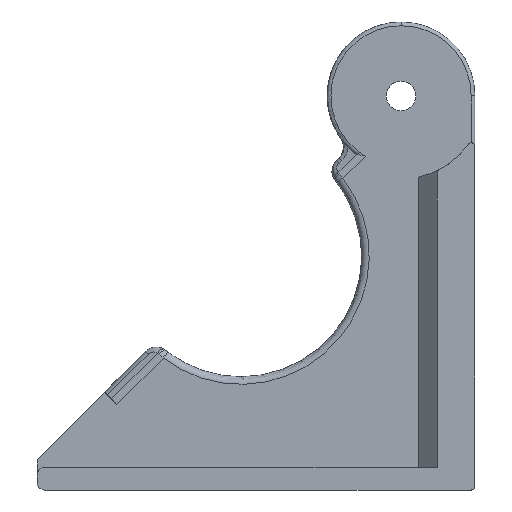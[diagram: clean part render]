
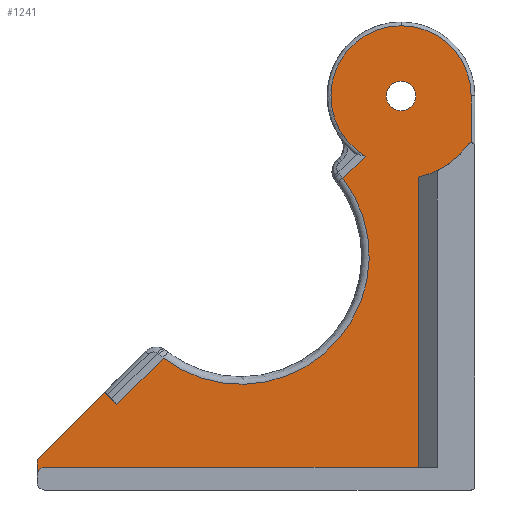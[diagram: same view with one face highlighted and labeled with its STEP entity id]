
A CAD part, front view. The second image highlights one B-rep face of the part: STEP entity #1241.
In plain terms, the highlighted planar face has unit normal (0, -1, 0).
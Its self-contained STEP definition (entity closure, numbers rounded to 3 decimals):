
#12 = LINE ( 'NONE', #747, #206 ) ;
#30 = CIRCLE ( 'NONE', #459, 1.95 ) ;
#41 = CARTESIAN_POINT ( 'NONE',  ( -18.031, 16., -18.031 ) ) ;
#54 = EDGE_CURVE ( 'NONE', #1991, #382, #1803, .T. ) ;
#63 = CARTESIAN_POINT ( 'NONE',  ( -26.707, 16., -26.707 ) ) ;
#65 = ORIENTED_EDGE ( 'NONE', *, *, #427, .T. ) ;
#80 = PLANE ( 'NONE',  #1561 ) ;
#88 = ORIENTED_EDGE ( 'NONE', *, *, #632, .T. ) ;
#89 = DIRECTION ( 'NONE',  ( 0., 0., 1. ) ) ;
#128 = LINE ( 'NONE', #140, #1698 ) ;
#140 = CARTESIAN_POINT ( 'NONE',  ( 23.5, 16., 15. ) ) ;
#148 = DIRECTION ( 'NONE',  ( -1., 0., 0. ) ) ;
#161 = DIRECTION ( 'NONE',  ( 0., 1., 0. ) ) ;
#166 = DIRECTION ( 'NONE',  ( 0., 0., 1. ) ) ;
#194 = DIRECTION ( 'NONE',  ( -0.707, 0., 0.707 ) ) ;
#206 = VECTOR ( 'NONE', #148, 1000. ) ;
#281 = ORIENTED_EDGE ( 'NONE', *, *, #1878, .T. ) ;
#290 = DIRECTION ( 'NONE',  ( 0., 1., 0. ) ) ;
#291 = EDGE_CURVE ( 'NONE', #698, #424, #675, .T. ) ;
#296 = VERTEX_POINT ( 'NONE', #1718 ) ;
#305 = DIRECTION ( 'NONE',  ( 0., 1., 0. ) ) ;
#307 = DIRECTION ( 'NONE',  ( 0., -1., 0. ) ) ;
#310 = AXIS2_PLACEMENT_3D ( 'NONE', #1125, #161, #782 ) ;
#318 = ORIENTED_EDGE ( 'NONE', *, *, #1892, .F. ) ;
#377 = CIRCLE ( 'NONE', #735, 11. ) ;
#382 = VERTEX_POINT ( 'NONE', #63 ) ;
#424 = VERTEX_POINT ( 'NONE', #1518 ) ;
#425 = EDGE_CURVE ( 'NONE', #382, #455, #1572, .T. ) ;
#427 = EDGE_CURVE ( 'NONE', #965, #698, #1154, .T. ) ;
#443 = DIRECTION ( 'NONE',  ( 0., 0., 1. ) ) ;
#455 = VERTEX_POINT ( 'NONE', #1079 ) ;
#459 = AXIS2_PLACEMENT_3D ( 'NONE', #1685, #305, #443 ) ;
#461 = CARTESIAN_POINT ( 'NONE',  ( 0., 16., 0. ) ) ;
#463 = EDGE_LOOP ( 'NONE', ( #883, #65, #1564, #1776, #844, #988, #614, #88, #318, #281, #681, #1980, #1849, #1099, #1313 ) ) ;
#466 = DIRECTION ( 'NONE',  ( 0., -1., 0. ) ) ;
#467 = ORIENTED_EDGE ( 'NONE', *, *, #1369, .T. ) ;
#493 = CARTESIAN_POINT ( 'NONE',  ( 30.5, 16., 21.213 ) ) ;
#529 = DIRECTION ( 'NONE',  ( 0., -1., 0. ) ) ;
#561 = CIRCLE ( 'NONE', #1845, 9.287 ) ;
#582 = DIRECTION ( 'NONE',  ( 0., 0., 1. ) ) ;
#597 = VECTOR ( 'NONE', #1029, 1000. ) ;
#614 = ORIENTED_EDGE ( 'NONE', *, *, #1642, .F. ) ;
#625 = LINE ( 'NONE', #1237, #1989 ) ;
#632 = EDGE_CURVE ( 'NONE', #296, #1078, #928, .T. ) ;
#674 = LINE ( 'NONE', #1295, #1105 ) ;
#675 = LINE ( 'NONE', #1730, #1913 ) ;
#681 = ORIENTED_EDGE ( 'NONE', *, *, #712, .T. ) ;
#687 = VECTOR ( 'NONE', #1003, 1000. ) ;
#695 = LINE ( 'NONE', #1759, #1562 ) ;
#698 = VERTEX_POINT ( 'NONE', #1452 ) ;
#700 = AXIS2_PLACEMENT_3D ( 'NONE', #461, #1527, #582 ) ;
#702 = CARTESIAN_POINT ( 'NONE',  ( 21.213, 16., 21.213 ) ) ;
#712 = EDGE_CURVE ( 'NONE', #1294, #1358, #377, .T. ) ;
#735 = AXIS2_PLACEMENT_3D ( 'NONE', #1918, #529, #1148 ) ;
#747 = CARTESIAN_POINT ( 'NONE',  ( 21.213, 16., -28. ) ) ;
#760 = CARTESIAN_POINT ( 'NONE',  ( 21.213, 16., 21.213 ) ) ;
#761 = CARTESIAN_POINT ( 'NONE',  ( 23.5, 16., 10.454 ) ) ;
#779 = CARTESIAN_POINT ( 'NONE',  ( 30.144, 16., 14.792 ) ) ;
#782 = DIRECTION ( 'NONE',  ( 0., 0., 1. ) ) ;
#819 = CARTESIAN_POINT ( 'NONE',  ( 21.213, 16., 19.263 ) ) ;
#844 = ORIENTED_EDGE ( 'NONE', *, *, #54, .T. ) ;
#883 = ORIENTED_EDGE ( 'NONE', *, *, #1640, .T. ) ;
#888 = VERTEX_POINT ( 'NONE', #1035 ) ;
#900 = DIRECTION ( 'NONE',  ( 0., 0., 1. ) ) ;
#909 = DIRECTION ( 'NONE',  ( 0., 0., 1. ) ) ;
#928 = CIRCLE ( 'NONE', #310, 1. ) ;
#935 = CARTESIAN_POINT ( 'NONE',  ( 21.213, 16., 21.213 ) ) ;
#945 = AXIS2_PLACEMENT_3D ( 'NONE', #935, #466, #1077 ) ;
#950 = CARTESIAN_POINT ( 'NONE',  ( 13.517, 16., 10.31 ) ) ;
#965 = VERTEX_POINT ( 'NONE', #950 ) ;
#969 = EDGE_CURVE ( 'NONE', #1358, #1656, #1546, .T. ) ;
#988 = ORIENTED_EDGE ( 'NONE', *, *, #425, .T. ) ;
#991 = LINE ( 'NONE', #1769, #687 ) ;
#1003 = DIRECTION ( 'NONE',  ( 0., 0., 1. ) ) ;
#1006 = DIRECTION ( 'NONE',  ( 0., -1., 0. ) ) ;
#1028 = VERTEX_POINT ( 'NONE', #1243 ) ;
#1029 = DIRECTION ( 'NONE',  ( -0.707, 0., -0.707 ) ) ;
#1030 = CARTESIAN_POINT ( 'NONE',  ( 30.5, 16., 14.997 ) ) ;
#1035 = CARTESIAN_POINT ( 'NONE',  ( 16.449, 16., 13.242 ) ) ;
#1040 = DIRECTION ( 'NONE',  ( 0., 0., 1. ) ) ;
#1077 = DIRECTION ( 'NONE',  ( 0., 0., 1. ) ) ;
#1078 = VERTEX_POINT ( 'NONE', #1595 ) ;
#1079 = CARTESIAN_POINT ( 'NONE',  ( -27., 16., -27.414 ) ) ;
#1083 = AXIS2_PLACEMENT_3D ( 'NONE', #760, #1084, #1693 ) ;
#1084 = DIRECTION ( 'NONE',  ( 0., 1., 0. ) ) ;
#1099 = ORIENTED_EDGE ( 'NONE', *, *, #1723, .T. ) ;
#1105 = VECTOR ( 'NONE', #194, 1000. ) ;
#1112 = CIRCLE ( 'NONE', #1083, 1.95 ) ;
#1125 = CARTESIAN_POINT ( 'NONE',  ( -26., 16., -29. ) ) ;
#1148 = DIRECTION ( 'NONE',  ( 0., 0., -1. ) ) ;
#1153 = DIRECTION ( 'NONE',  ( -0.707, 0., -0.707 ) ) ;
#1154 = CIRCLE ( 'NONE', #700, 17. ) ;
#1237 = CARTESIAN_POINT ( 'NONE',  ( 30.5, 16., 21.213 ) ) ;
#1240 = ORIENTED_EDGE ( 'NONE', *, *, #1868, .T. ) ;
#1241 = ADVANCED_FACE ( 'NONE', ( #1813, #1472 ), #80, .F. ) ;
#1243 = CARTESIAN_POINT ( 'NONE',  ( 21.213, 16., 30.5 ) ) ;
#1250 = EDGE_LOOP ( 'NONE', ( #1240, #467 ) ) ;
#1294 = VERTEX_POINT ( 'NONE', #761 ) ;
#1295 = CARTESIAN_POINT ( 'NONE',  ( -18.031, 16., -18.031 ) ) ;
#1313 = ORIENTED_EDGE ( 'NONE', *, *, #1365, .T. ) ;
#1323 = DIRECTION ( 'NONE',  ( 0., 1., 0. ) ) ;
#1358 = VERTEX_POINT ( 'NONE', #779 ) ;
#1365 = EDGE_CURVE ( 'NONE', #1028, #888, #1815, .T. ) ;
#1369 = EDGE_CURVE ( 'NONE', #1909, #1455, #30, .T. ) ;
#1410 = AXIS2_PLACEMENT_3D ( 'NONE', #1824, #307, #900 ) ;
#1452 = CARTESIAN_POINT ( 'NONE',  ( -10.31, 16., -13.517 ) ) ;
#1455 = VERTEX_POINT ( 'NONE', #819 ) ;
#1472 = FACE_OUTER_BOUND ( 'NONE', #463, .T. ) ;
#1483 = CARTESIAN_POINT ( 'NONE',  ( 23.5, 16., -28. ) ) ;
#1511 = CARTESIAN_POINT ( 'NONE',  ( 21.213, 16., 21.213 ) ) ;
#1518 = CARTESIAN_POINT ( 'NONE',  ( -16.428, 16., -19.635 ) ) ;
#1523 = DIRECTION ( 'NONE',  ( 0., 0., 1. ) ) ;
#1527 = DIRECTION ( 'NONE',  ( 0., 1., 0. ) ) ;
#1546 = CIRCLE ( 'NONE', #1770, 0.5 ) ;
#1561 = AXIS2_PLACEMENT_3D ( 'NONE', #702, #1323, #1040 ) ;
#1562 = VECTOR ( 'NONE', #1153, 1000. ) ;
#1564 = ORIENTED_EDGE ( 'NONE', *, *, #291, .T. ) ;
#1572 = CIRCLE ( 'NONE', #1410, 1. ) ;
#1579 = EDGE_CURVE ( 'NONE', #424, #1991, #674, .T. ) ;
#1595 = CARTESIAN_POINT ( 'NONE',  ( -26., 16., -28. ) ) ;
#1640 = EDGE_CURVE ( 'NONE', #888, #965, #695, .T. ) ;
#1642 = EDGE_CURVE ( 'NONE', #296, #455, #991, .T. ) ;
#1656 = VERTEX_POINT ( 'NONE', #1030 ) ;
#1685 = CARTESIAN_POINT ( 'NONE',  ( 21.213, 16., 21.213 ) ) ;
#1693 = DIRECTION ( 'NONE',  ( 0., 0., 1. ) ) ;
#1698 = VECTOR ( 'NONE', #1523, 1000. ) ;
#1702 = CARTESIAN_POINT ( 'NONE',  ( 21.213, 16., 23.163 ) ) ;
#1718 = CARTESIAN_POINT ( 'NONE',  ( -27., 16., -29. ) ) ;
#1723 = EDGE_CURVE ( 'NONE', #2010, #1028, #561, .T. ) ;
#1730 = CARTESIAN_POINT ( 'NONE',  ( -16.428, 16., -19.635 ) ) ;
#1759 = CARTESIAN_POINT ( 'NONE',  ( 12.851, 16., 9.644 ) ) ;
#1766 = VERTEX_POINT ( 'NONE', #1483 ) ;
#1769 = CARTESIAN_POINT ( 'NONE',  ( -27., 16., -27. ) ) ;
#1770 = AXIS2_PLACEMENT_3D ( 'NONE', #2004, #290, #909 ) ;
#1776 = ORIENTED_EDGE ( 'NONE', *, *, #1579, .T. ) ;
#1795 = CARTESIAN_POINT ( 'NONE',  ( -27., 16., -27. ) ) ;
#1803 = LINE ( 'NONE', #1795, #597 ) ;
#1813 = FACE_BOUND ( 'NONE', #1250, .T. ) ;
#1815 = CIRCLE ( 'NONE', #945, 9.287 ) ;
#1824 = CARTESIAN_POINT ( 'NONE',  ( -26., 16., -27.414 ) ) ;
#1831 = EDGE_CURVE ( 'NONE', #1656, #2010, #625, .T. ) ;
#1845 = AXIS2_PLACEMENT_3D ( 'NONE', #1511, #1006, #89 ) ;
#1849 = ORIENTED_EDGE ( 'NONE', *, *, #1831, .T. ) ;
#1868 = EDGE_CURVE ( 'NONE', #1455, #1909, #1112, .T. ) ;
#1878 = EDGE_CURVE ( 'NONE', #1766, #1294, #128, .T. ) ;
#1892 = EDGE_CURVE ( 'NONE', #1766, #1078, #12, .T. ) ;
#1909 = VERTEX_POINT ( 'NONE', #1702 ) ;
#1913 = VECTOR ( 'NONE', #1914, 1000. ) ;
#1914 = DIRECTION ( 'NONE',  ( -0.707, 0., -0.707 ) ) ;
#1918 = CARTESIAN_POINT ( 'NONE',  ( 21.213, 16., 21.213 ) ) ;
#1980 = ORIENTED_EDGE ( 'NONE', *, *, #969, .T. ) ;
#1989 = VECTOR ( 'NONE', #166, 1000. ) ;
#1991 = VERTEX_POINT ( 'NONE', #41 ) ;
#2004 = CARTESIAN_POINT ( 'NONE',  ( 30.55, 16., 14.5 ) ) ;
#2010 = VERTEX_POINT ( 'NONE', #493 ) ;
